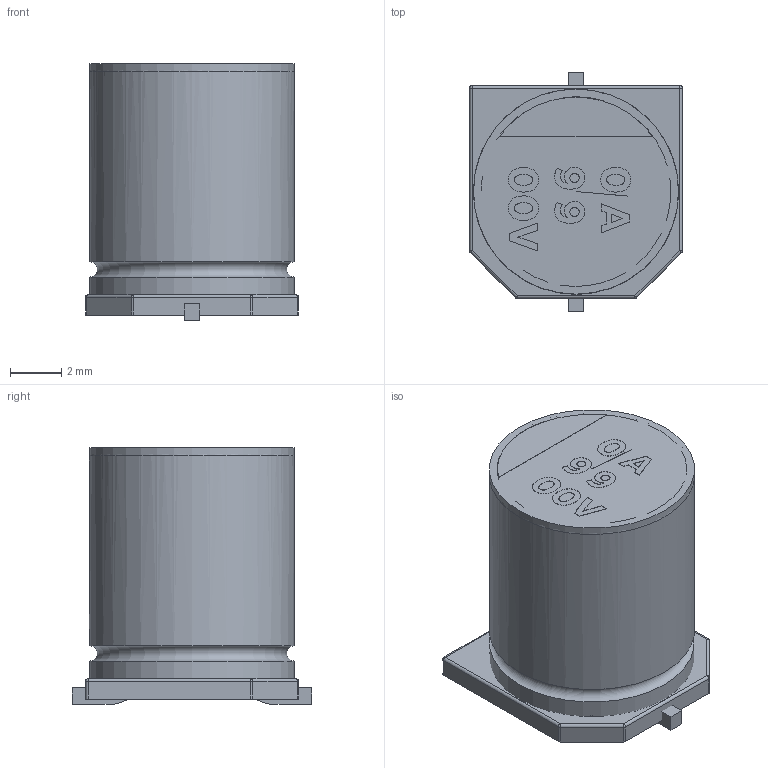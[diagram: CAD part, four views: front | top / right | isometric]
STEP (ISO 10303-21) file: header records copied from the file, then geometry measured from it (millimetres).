
FILE_DESCRIPTION(('FreeCAD Model'),'2;1');
FILE_NAME('Open CASCADE Shape Model','2023-01-11T17:12:02',('Author'),( ''),'Open CASCADE STEP processor 7.5','FreeCAD','Unknown');
FILE_SCHEMA(('AUTOMOTIVE_DESIGN { 1 0 10303 214 1 1 1 1 }'));
Length unit declared in the file: millimetre
Products named in the file (13): D8_Capacitor; Part; Socle; Sweep; Body004; Mark; Pins002; Pins; Pins001; Text; Extrude; Extrude001; Extrude002
Assembly tree (12 placements, depth 3):
  D8_Capacitor
    Part
      Socle
      Sweep
      Body004
      Mark
    Pins002
      Pins
      Pins001
    Text
      Extrude
      Extrude001
      Extrude002
Bounding box: 8.3 x 9.33 x 10.01 mm (x, y, z)
Surface area: 871.7 mm2
Topology: 13 solids, 13 shells, 158 faces, 384 edges, 243 vertices
Faces by surface type: plane 70, extrusion 48, cylinder 27, sphere 6, revolution 4, torus 2, bspline 1
Full cylindrical faces by diameter (mm): 0.8 x4, 7.982 x2, 8 x2
Entity records: 10198 total; most frequent: CARTESIAN_POINT 2460, DIRECTION 1251, VECTOR 885, LINE 837, ORIENTED_EDGE 748, PCURVE 748, DEFINITIONAL_REPRESENTATION 748, EDGE_CURVE 374
